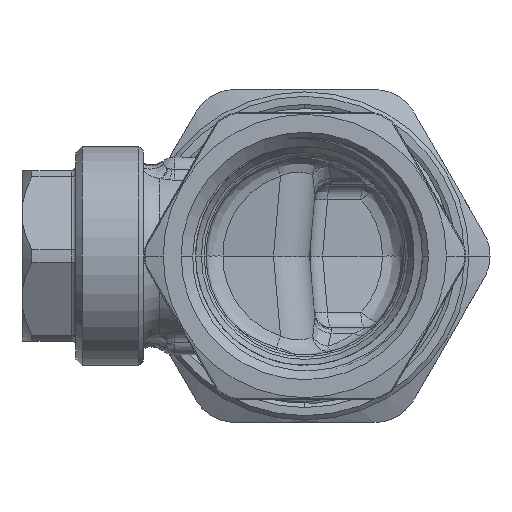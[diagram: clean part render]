
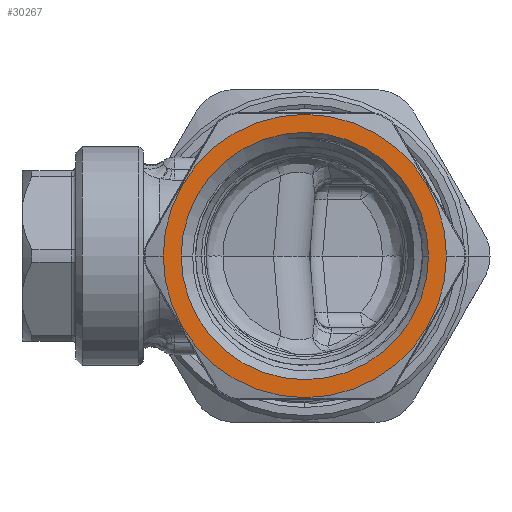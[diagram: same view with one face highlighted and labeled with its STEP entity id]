
A CAD part, left-side view. The second image highlights one B-rep face of the part: STEP entity #30267.
In plain terms, the highlighted planar face has unit normal (-1, 0, 0).
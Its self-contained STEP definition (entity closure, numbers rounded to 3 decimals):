
#5499=CARTESIAN_POINT('',(-34.5,0.,0.));
#5500=DIRECTION('',(1.,0.,0.));
#5501=DIRECTION('',(0.,1.,0.));
#5502=AXIS2_PLACEMENT_3D('',#5499,#5500,#5501);
#5504=CARTESIAN_POINT('',(-34.5,0.,0.));
#5505=DIRECTION('',(-1.,0.,0.));
#5506=DIRECTION('',(0.,1.,0.));
#5507=AXIS2_PLACEMENT_3D('',#5504,#5505,#5506);
#5509=CARTESIAN_POINT('',(-34.5,0.,0.));
#5510=DIRECTION('',(1.,0.,0.));
#5511=DIRECTION('',(0.,1.,0.));
#5512=AXIS2_PLACEMENT_3D('',#5509,#5510,#5511);
#5514=CARTESIAN_POINT('',(-34.5,0.,0.));
#5515=DIRECTION('',(1.,0.,0.));
#5516=DIRECTION('',(0.,-1.,0.));
#5517=AXIS2_PLACEMENT_3D('',#5514,#5515,#5516);
#20745=CARTESIAN_POINT('',(-34.5,15.75,0.));
#20746=CARTESIAN_POINT('',(-34.5,-15.75,0.));
#20747=VERTEX_POINT('',#20745);
#20748=VERTEX_POINT('',#20746);
#20803=CARTESIAN_POINT('',(-34.5,13.75,0.));
#20804=CARTESIAN_POINT('',(-34.5,-13.75,0.));
#20805=VERTEX_POINT('',#20803);
#20806=VERTEX_POINT('',#20804);
#30252=CARTESIAN_POINT('',(-34.5,0.,0.));
#30253=DIRECTION('',(1.,0.,0.));
#30254=DIRECTION('',(0.,1.,0.));
#30255=AXIS2_PLACEMENT_3D('',#30252,#30253,#30254);
#30256=PLANE('',#30255);
#30258=ORIENTED_EDGE('',*,*,#30257,.T.);
#30260=ORIENTED_EDGE('',*,*,#30259,.F.);
#30261=EDGE_LOOP('',(#30258,#30260));
#30262=FACE_OUTER_BOUND('',#30261,.F.);
#30263=ORIENTED_EDGE('',*,*,#28466,.F.);
#30264=ORIENTED_EDGE('',*,*,#30246,.F.);
#30265=EDGE_LOOP('',(#30263,#30264));
#30266=FACE_BOUND('',#30265,.F.);
#30267=ADVANCED_FACE('',(#30262,#30266),#30256,.F.);
#5503=CIRCLE('',#5502,15.75);
#5508=CIRCLE('',#5507,15.75);
#5513=CIRCLE('',#5512,13.75);
#5518=CIRCLE('',#5517,13.75);
#28466=EDGE_CURVE('',#20805,#20806,#5513,.T.);
#30246=EDGE_CURVE('',#20806,#20805,#5518,.T.);
#30257=EDGE_CURVE('',#20747,#20748,#5503,.T.);
#30259=EDGE_CURVE('',#20747,#20748,#5508,.T.);
